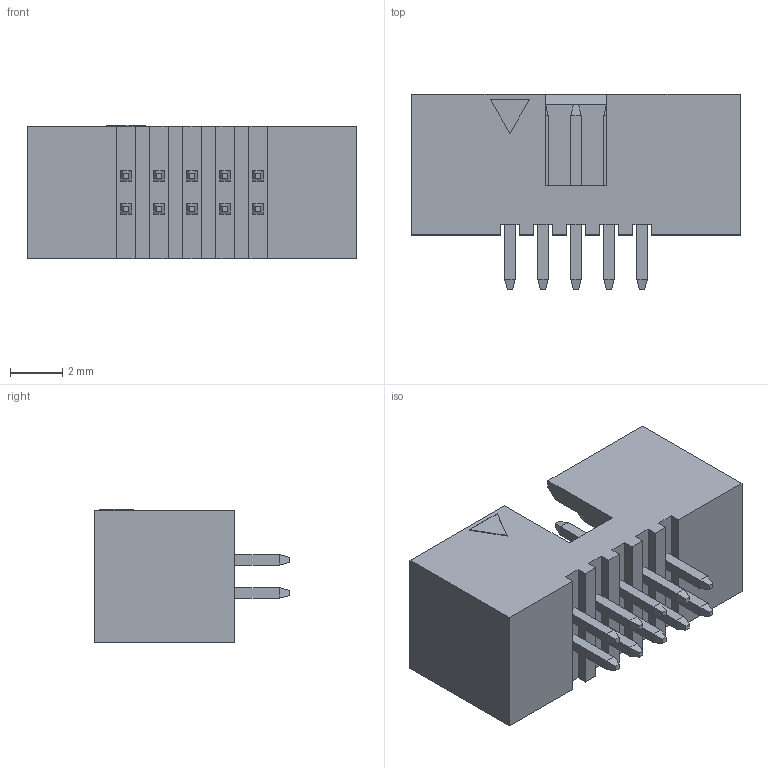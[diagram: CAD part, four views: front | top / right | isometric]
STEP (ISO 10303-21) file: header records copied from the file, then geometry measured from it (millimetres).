
FILE_DESCRIPTION (( 'STEP AP214' ), '1' );
FILE_NAME ('3220-10-0100.stp', '2020-10-10T01:07:20', ( '' ), ( '' ), 'SwSTEP 2.0', 'SolidWorks 2019', '' );
FILE_SCHEMA (( 'AUTOMOTIVE_DESIGN' ));
Length unit declared in the file: millimetre
Products named in the file (1): 3220-10-0100
Bounding box: 12.65 x 7.5 x 5.13 mm (x, y, z)
Volume: 198.4 mm3; surface area: 536.7 mm2
Topology: 11 solids, 11 shells, 183 faces, 396 edges, 236 vertices
Faces by surface type: bspline 183
Entity records: 4662 total; most frequent: CARTESIAN_POINT 1937, ORIENTED_EDGE 792, B_SPLINE_CURVE_WITH_KNOTS 396, EDGE_CURVE 396, VERTEX_POINT 236, EDGE_LOOP 184, B_SPLINE_SURFACE_WITH_KNOTS 183, FACE_OUTER_BOUND 183
